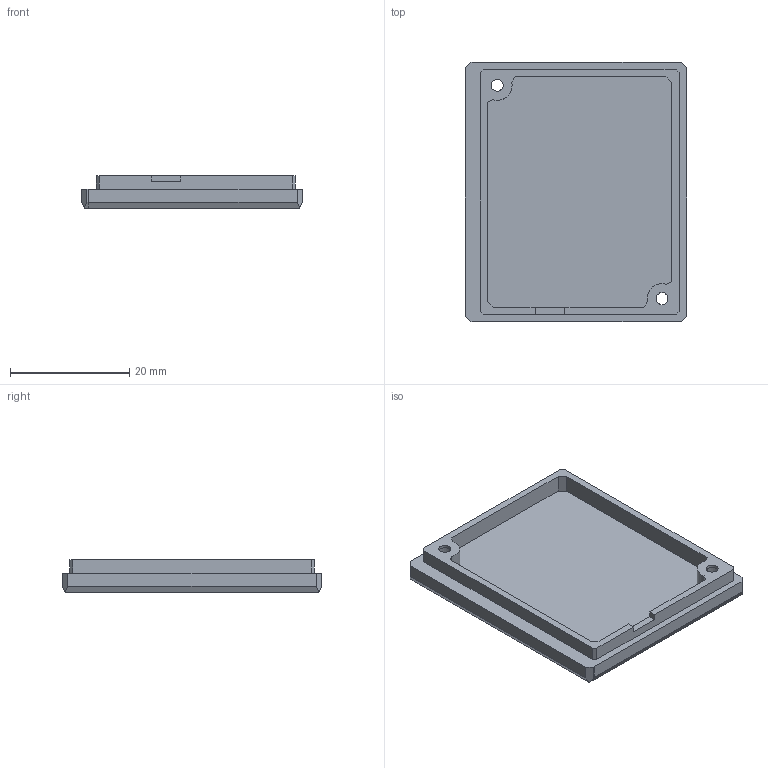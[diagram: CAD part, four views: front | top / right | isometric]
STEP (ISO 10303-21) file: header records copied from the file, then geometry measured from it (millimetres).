
FILE_DESCRIPTION(('FreeCAD Model'),'2;1');
FILE_NAME('Open CASCADE Shape Model','2024-08-20T20:41:56',('Author'),( ''),'Open CASCADE STEP processor 7.6','FreeCAD','Unknown');
FILE_SCHEMA(('AP242_MANAGED_MODEL_BASED_3D_ENGINEERING_MIM_LF. {1 0 10303 442 1 1 4 }'));
Length unit declared in the file: millimetre
Products named in the file (1): Тело003
Bounding box: 37 x 43.4 x 5.5 mm (x, y, z)
Volume: 4637.6 mm3; surface area: 4491.8 mm2
Topology: 1 solids, 1 shells, 51 faces, 134 edges, 88 vertices
Faces by surface type: plane 42, cylinder 6, cone 2, bspline 1
Full cylindrical faces by diameter (mm): 2 x2, 3.7 x2
Entity records: 1592 total; most frequent: CARTESIAN_POINT 301, ORIENTED_EDGE 268, DIRECTION 244, EDGE_CURVE 134, LINE 114, VECTOR 114, VERTEX_POINT 88, AXIS2_PLACEMENT_3D 65
